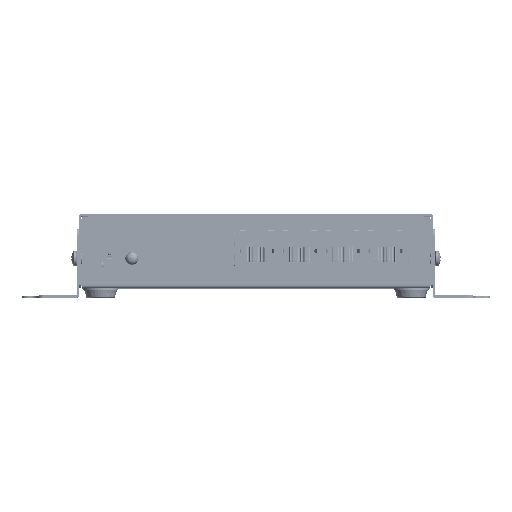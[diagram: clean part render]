
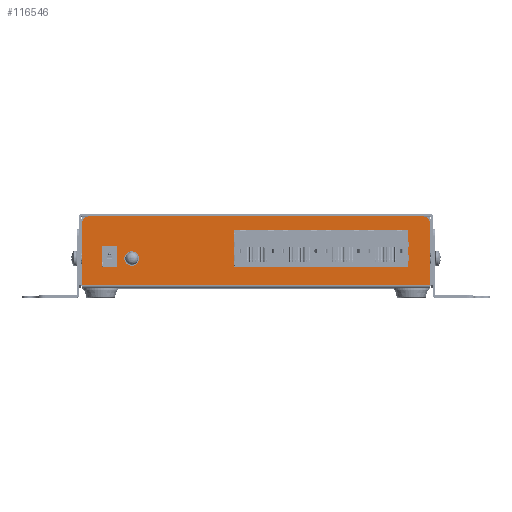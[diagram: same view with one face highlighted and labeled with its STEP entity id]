
A CAD part, top view. The second image highlights one B-rep face of the part: STEP entity #116546.
In plain terms, the highlighted face is planar.
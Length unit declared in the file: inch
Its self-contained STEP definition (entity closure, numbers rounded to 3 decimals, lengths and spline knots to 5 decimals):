
#6262 = EDGE_CURVE ( 'NONE', #39183, #39179, #110709, .T. ) ;
#6263 = EDGE_CURVE ( 'NONE', #39192, #39194, #28261, .T. ) ;
#6276 = EDGE_CURVE ( 'NONE', #39194, #39199, #111002, .T. ) ;
#6287 = EDGE_CURVE ( 'NONE', #39199, #39205, #28704, .T. ) ;
#6296 = EDGE_CURVE ( 'NONE', #39202, #39214, #111042, .T. ) ;
#6308 = EDGE_CURVE ( 'NONE', #39223, #39202, #111222, .T. ) ;
#6316 = EDGE_CURVE ( 'NONE', #39229, #39223, #111355, .T. ) ;
#6324 = EDGE_CURVE ( 'NONE', #39214, #39229, #111394, .T. ) ;
#6333 = EDGE_CURVE ( 'NONE', #38643, #38640, #28735, .T. ) ;
#6337 = EDGE_CURVE ( 'NONE', #39237, #39243, #111440, .T. ) ;
#6348 = EDGE_CURVE ( 'NONE', #39220, #39237, #111489, .T. ) ;
#6354 = EDGE_CURVE ( 'NONE', #39251, #39220, #111495, .T. ) ;
#6364 = EDGE_CURVE ( 'NONE', #39243, #39251, #111513, .T. ) ;
#6377 = EDGE_CURVE ( 'NONE', #39205, #39179, #111559, .T. ) ;
#6379 = EDGE_CURVE ( 'NONE', #39183, #39192, #111548, .T. ) ;
#12151 = ORIENTED_EDGE ( 'NONE', *, *, #6262, .F. ) ;
#12152 = ORIENTED_EDGE ( 'NONE', *, *, #6379, .T. ) ;
#12153 = ORIENTED_EDGE ( 'NONE', *, *, #6263, .T. ) ;
#12154 = ORIENTED_EDGE ( 'NONE', *, *, #6276, .T. ) ;
#12155 = ORIENTED_EDGE ( 'NONE', *, *, #6287, .T. ) ;
#12156 = ORIENTED_EDGE ( 'NONE', *, *, #6377, .T. ) ;
#12157 = ORIENTED_EDGE ( 'NONE', *, *, #6316, .F. ) ;
#12158 = ORIENTED_EDGE ( 'NONE', *, *, #6324, .F. ) ;
#12159 = ORIENTED_EDGE ( 'NONE', *, *, #6296, .F. ) ;
#12160 = ORIENTED_EDGE ( 'NONE', *, *, #6308, .F. ) ;
#12161 = ORIENTED_EDGE ( 'NONE', *, *, #6333, .F. ) ;
#12162 = ORIENTED_EDGE ( 'NONE', *, *, #50956, .F. ) ;
#12163 = ORIENTED_EDGE ( 'NONE', *, *, #6354, .F. ) ;
#12164 = ORIENTED_EDGE ( 'NONE', *, *, #6364, .F. ) ;
#12165 = ORIENTED_EDGE ( 'NONE', *, *, #6337, .F. ) ;
#12166 = ORIENTED_EDGE ( 'NONE', *, *, #6348, .F. ) ;
#28095 = VECTOR ( 'NONE', #111561, 39.37008 ) ;
#28127 = VECTOR ( 'NONE', #111564, 39.37008 ) ;
#28142 = VECTOR ( 'NONE', #111357, 39.37008 ) ;
#28261 = CIRCLE ( 'NONE', #28690, 0.1 ) ;
#28266 = AXIS2_PLACEMENT_3D ( 'NONE', #111421, #111422, #111423 ) ;
#28336 = VECTOR ( 'NONE', #111442, 39.37008 ) ;
#28345 = VECTOR ( 'NONE', #111070, 39.37008 ) ;
#28502 = VECTOR ( 'NONE', #111396, 39.37008 ) ;
#28560 = VECTOR ( 'NONE', #111004, 39.37008 ) ;
#28615 = AXIS2_PLACEMENT_3D ( 'NONE', #111044, #111045, #111046 ) ;
#28690 = AXIS2_PLACEMENT_3D ( 'NONE', #110713, #110714, #110715 ) ;
#28696 = VECTOR ( 'NONE', #111503, 39.37008 ) ;
#28704 = CIRCLE ( 'NONE', #28615, 0.1 ) ;
#28735 = CIRCLE ( 'NONE', #28266, 0.105 ) ;
#28738 = VECTOR ( 'NONE', #111533, 39.37008 ) ;
#28821 = VECTOR ( 'NONE', #111224, 39.37008 ) ;
#28860 = VECTOR ( 'NONE', #110711, 39.37008 ) ;
#28867 = VECTOR ( 'NONE', #111491, 39.37008 ) ;
#37984 = EDGE_LOOP ( 'NONE', ( #12157, #12158, #12159, #12160 ) ) ;
#38019 = EDGE_LOOP ( 'NONE', ( #12163, #12164, #12165, #12166 ) ) ;
#38030 = EDGE_LOOP ( 'NONE', ( #12151, #12152, #12153, #12154, #12155, #12156 ) ) ;
#38043 = EDGE_LOOP ( 'NONE', ( #12161, #12162 ) ) ;
#38640 = VERTEX_POINT ( 'NONE', #127602 ) ;
#38643 = VERTEX_POINT ( 'NONE', #127614 ) ;
#39179 = VERTEX_POINT ( 'NONE', #127835 ) ;
#39183 = VERTEX_POINT ( 'NONE', #127837 ) ;
#39192 = VERTEX_POINT ( 'NONE', #127840 ) ;
#39194 = VERTEX_POINT ( 'NONE', #127846 ) ;
#39199 = VERTEX_POINT ( 'NONE', #127848 ) ;
#39202 = VERTEX_POINT ( 'NONE', #127849 ) ;
#39205 = VERTEX_POINT ( 'NONE', #127845 ) ;
#39214 = VERTEX_POINT ( 'NONE', #127853 ) ;
#39220 = VERTEX_POINT ( 'NONE', #127850 ) ;
#39223 = VERTEX_POINT ( 'NONE', #127856 ) ;
#39229 = VERTEX_POINT ( 'NONE', #127858 ) ;
#39237 = VERTEX_POINT ( 'NONE', #127861 ) ;
#39243 = VERTEX_POINT ( 'NONE', #127863 ) ;
#39251 = VERTEX_POINT ( 'NONE', #127866 ) ;
#50875 = AXIS2_PLACEMENT_3D ( 'NONE', #54488, #54481, #54494 ) ;
#50956 = EDGE_CURVE ( 'NONE', #38640, #38643, #70979, .T. ) ;
#54481 = DIRECTION ( 'NONE',  ( 0., 0., -1. ) ) ;
#54484 = PLANE ( 'NONE',  #50875 ) ;
#54485 = FACE_OUTER_BOUND ( 'NONE', #38030, .T. ) ;
#54487 = FACE_BOUND ( 'NONE', #37984, .T. ) ;
#54488 = CARTESIAN_POINT ( 'NONE',  ( 2.421, 3.303, -1.7005 ) ) ;
#54490 = FACE_BOUND ( 'NONE', #38043, .T. ) ;
#54492 = FACE_BOUND ( 'NONE', #38019, .T. ) ;
#54494 = DIRECTION ( 'NONE',  ( 0., 1., 0. ) ) ;
#70977 = AXIS2_PLACEMENT_3D ( 'NONE', #73142, #73144, #73145 ) ;
#70979 = CIRCLE ( 'NONE', #70977, 0.105 ) ;
#73142 = CARTESIAN_POINT ( 'NONE',  ( -1.80215, -0.43071, -1.7005 ) ) ;
#73144 = DIRECTION ( 'NONE',  ( 0., 0., -1. ) ) ;
#73145 = DIRECTION ( 'NONE',  ( 0., 1., 0. ) ) ;
#110709 = LINE ( 'NONE', #110710, #28860 ) ;
#110710 = CARTESIAN_POINT ( 'NONE',  ( 2.421, -0.042, -1.7005 ) ) ;
#110711 = DIRECTION ( 'NONE',  ( -1., 0., 0. ) ) ;
#110713 = CARTESIAN_POINT ( 'NONE',  ( 2.421, -0.941, -1.7005 ) ) ;
#110714 = DIRECTION ( 'NONE',  ( 0., 0., -1. ) ) ;
#110715 = DIRECTION ( 'NONE',  ( 0., 1., 0. ) ) ;
#111002 = LINE ( 'NONE', #111003, #28560 ) ;
#111003 = CARTESIAN_POINT ( 'NONE',  ( 2.421, -1.041, -1.7005 ) ) ;
#111004 = DIRECTION ( 'NONE',  ( -1., 0., 0. ) ) ;
#111042 = LINE ( 'NONE', #111069, #28345 ) ;
#111044 = CARTESIAN_POINT ( 'NONE',  ( -2.421, -0.941, -1.7005 ) ) ;
#111045 = DIRECTION ( 'NONE',  ( 0., 0., -1. ) ) ;
#111046 = DIRECTION ( 'NONE',  ( 0., 1., 0. ) ) ;
#111069 = CARTESIAN_POINT ( 'NONE',  ( 2.20738, -0.3045, -1.7005 ) ) ;
#111070 = DIRECTION ( 'NONE',  ( 0., -1., 0. ) ) ;
#111222 = LINE ( 'NONE', #111223, #28821 ) ;
#111223 = CARTESIAN_POINT ( 'NONE',  ( -0.31949, -0.3045, -1.7005 ) ) ;
#111224 = DIRECTION ( 'NONE',  ( 1., 0., 0. ) ) ;
#111355 = LINE ( 'NONE', #111356, #28142 ) ;
#111356 = CARTESIAN_POINT ( 'NONE',  ( -0.31949, -0.84416, -1.7005 ) ) ;
#111357 = DIRECTION ( 'NONE',  ( 0., 1., 0. ) ) ;
#111394 = LINE ( 'NONE', #111395, #28502 ) ;
#111395 = CARTESIAN_POINT ( 'NONE',  ( 2.20738, -0.84416, -1.7005 ) ) ;
#111396 = DIRECTION ( 'NONE',  ( -1., 0., 0. ) ) ;
#111421 = CARTESIAN_POINT ( 'NONE',  ( -1.80215, -0.43071, -1.7005 ) ) ;
#111422 = DIRECTION ( 'NONE',  ( 0., 0., -1. ) ) ;
#111423 = DIRECTION ( 'NONE',  ( 0., 1., 0. ) ) ;
#111440 = LINE ( 'NONE', #111441, #28336 ) ;
#111441 = CARTESIAN_POINT ( 'NONE',  ( -2.01607, -0.3045, -1.7005 ) ) ;
#111442 = DIRECTION ( 'NONE',  ( 0., -1., 0. ) ) ;
#111489 = LINE ( 'NONE', #111490, #28867 ) ;
#111490 = CARTESIAN_POINT ( 'NONE',  ( -2.23393, -0.3045, -1.7005 ) ) ;
#111491 = DIRECTION ( 'NONE',  ( 1., 0., 0. ) ) ;
#111495 = LINE ( 'NONE', #111502, #28696 ) ;
#111502 = CARTESIAN_POINT ( 'NONE',  ( -2.23393, -0.61406, -1.7005 ) ) ;
#111503 = DIRECTION ( 'NONE',  ( 0., 1., 0. ) ) ;
#111513 = LINE ( 'NONE', #111532, #28738 ) ;
#111532 = CARTESIAN_POINT ( 'NONE',  ( -2.01607, -0.61406, -1.7005 ) ) ;
#111533 = DIRECTION ( 'NONE',  ( -1., 0., 0. ) ) ;
#111548 = LINE ( 'NONE', #111563, #28127 ) ;
#111559 = LINE ( 'NONE', #111560, #28095 ) ;
#111560 = CARTESIAN_POINT ( 'NONE',  ( -2.521, -0.941, -1.7005 ) ) ;
#111561 = DIRECTION ( 'NONE',  ( 0., 1., 0. ) ) ;
#111563 = CARTESIAN_POINT ( 'NONE',  ( 2.521, 1.1295, -1.7005 ) ) ;
#111564 = DIRECTION ( 'NONE',  ( 0., -1., 0. ) ) ;
#116546 = ADVANCED_FACE ( 'NONE', ( #54485, #54487, #54490, #54492 ), #54484, .T. ) ;
#127602 = CARTESIAN_POINT ( 'NONE',  ( -1.80215, -0.53571, -1.7005 ) ) ;
#127614 = CARTESIAN_POINT ( 'NONE',  ( -1.80215, -0.32571, -1.7005 ) ) ;
#127835 = CARTESIAN_POINT ( 'NONE',  ( -2.521, -0.042, -1.7005 ) ) ;
#127837 = CARTESIAN_POINT ( 'NONE',  ( 2.521, -0.042, -1.7005 ) ) ;
#127840 = CARTESIAN_POINT ( 'NONE',  ( 2.521, -0.94101, -1.7005 ) ) ;
#127845 = CARTESIAN_POINT ( 'NONE',  ( -2.521, -0.941, -1.7005 ) ) ;
#127846 = CARTESIAN_POINT ( 'NONE',  ( 2.421, -1.041, -1.7005 ) ) ;
#127848 = CARTESIAN_POINT ( 'NONE',  ( -2.421, -1.041, -1.7005 ) ) ;
#127849 = CARTESIAN_POINT ( 'NONE',  ( 2.20738, -0.3045, -1.7005 ) ) ;
#127850 = CARTESIAN_POINT ( 'NONE',  ( -2.23393, -0.3045, -1.7005 ) ) ;
#127853 = CARTESIAN_POINT ( 'NONE',  ( 2.20738, -0.84416, -1.7005 ) ) ;
#127856 = CARTESIAN_POINT ( 'NONE',  ( -0.31949, -0.3045, -1.7005 ) ) ;
#127858 = CARTESIAN_POINT ( 'NONE',  ( -0.31949, -0.84416, -1.7005 ) ) ;
#127861 = CARTESIAN_POINT ( 'NONE',  ( -2.01607, -0.3045, -1.7005 ) ) ;
#127863 = CARTESIAN_POINT ( 'NONE',  ( -2.01607, -0.61406, -1.7005 ) ) ;
#127866 = CARTESIAN_POINT ( 'NONE',  ( -2.23393, -0.61406, -1.7005 ) ) ;
